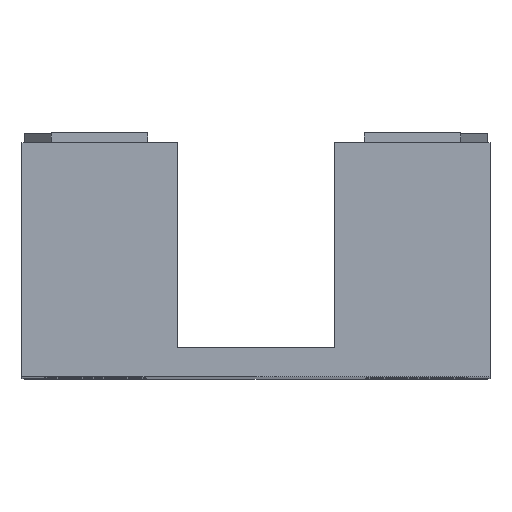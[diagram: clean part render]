
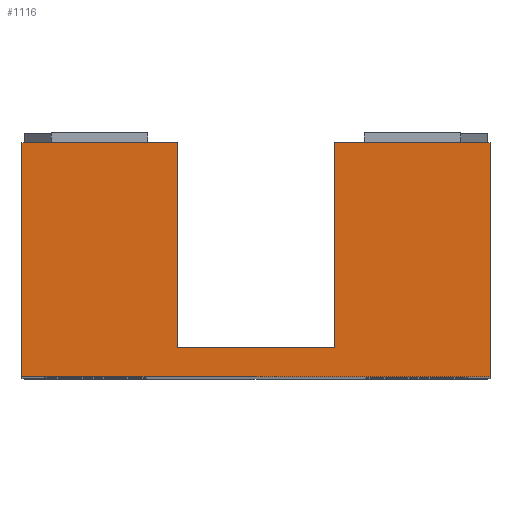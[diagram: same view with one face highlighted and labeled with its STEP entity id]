
A CAD part, top view. The second image highlights one B-rep face of the part: STEP entity #1116.
In plain terms, the highlighted planar face has unit normal (0, 0, 1).
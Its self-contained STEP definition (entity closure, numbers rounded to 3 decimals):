
#104=FACE_OUTER_BOUND('',#180,.T.);
#180=EDGE_LOOP('',(#859,#860,#861,#862,#863,#864,#865,#866));
#249=LINE('',#1652,#371);
#268=LINE('',#1713,#390);
#278=LINE('',#1744,#400);
#295=LINE('',#1789,#417);
#303=LINE('',#1802,#425);
#304=LINE('',#1803,#426);
#305=LINE('',#1805,#427);
#306=LINE('',#1806,#428);
#371=VECTOR('',#1312,10.);
#390=VECTOR('',#1367,10.);
#400=VECTOR('',#1391,10.);
#417=VECTOR('',#1428,10.);
#425=VECTOR('',#1440,10.);
#426=VECTOR('',#1441,10.);
#427=VECTOR('',#1442,10.);
#428=VECTOR('',#1443,10.);
#491=VERTEX_POINT('',#1649);
#492=VERTEX_POINT('',#1651);
#515=VERTEX_POINT('',#1710);
#516=VERTEX_POINT('',#1712);
#529=VERTEX_POINT('',#1741);
#530=VERTEX_POINT('',#1743);
#548=VERTEX_POINT('',#1788);
#552=VERTEX_POINT('',#1804);
#597=EDGE_CURVE('',#491,#492,#249,.T.);
#626=EDGE_CURVE('',#515,#516,#268,.T.);
#640=EDGE_CURVE('',#529,#530,#278,.T.);
#663=EDGE_CURVE('',#548,#516,#295,.T.);
#671=EDGE_CURVE('',#515,#492,#303,.T.);
#672=EDGE_CURVE('',#530,#491,#304,.T.);
#673=EDGE_CURVE('',#529,#552,#305,.T.);
#674=EDGE_CURVE('',#552,#548,#306,.T.);
#859=ORIENTED_EDGE('',*,*,#663,.T.);
#860=ORIENTED_EDGE('',*,*,#626,.F.);
#861=ORIENTED_EDGE('',*,*,#671,.T.);
#862=ORIENTED_EDGE('',*,*,#597,.F.);
#863=ORIENTED_EDGE('',*,*,#672,.F.);
#864=ORIENTED_EDGE('',*,*,#640,.F.);
#865=ORIENTED_EDGE('',*,*,#673,.T.);
#866=ORIENTED_EDGE('',*,*,#674,.T.);
#1065=PLANE('',#1223);
#1116=ADVANCED_FACE('',(#104),#1065,.T.);
#1223=AXIS2_PLACEMENT_3D('',#1801,#1438,#1439);
#1312=DIRECTION('',(-1.,0.,0.));
#1367=DIRECTION('',(1.,0.,0.));
#1391=DIRECTION('',(1.,0.,0.));
#1428=DIRECTION('',(0.,1.,0.));
#1438=DIRECTION('center_axis',(0.,0.,1.));
#1439=DIRECTION('ref_axis',(-1.,0.,0.));
#1440=DIRECTION('',(0.,-1.,0.));
#1441=DIRECTION('',(0.,-1.,0.));
#1442=DIRECTION('',(0.,-1.,0.));
#1443=DIRECTION('',(-1.,0.,0.));
#1649=CARTESIAN_POINT('',(8.,-8.,16.));
#1651=CARTESIAN_POINT('',(-8.,-8.,16.));
#1652=CARTESIAN_POINT('',(-8.,-8.,16.));
#1710=CARTESIAN_POINT('',(-8.,0.,16.));
#1712=CARTESIAN_POINT('',(-2.7,0.,16.));
#1713=CARTESIAN_POINT('',(-8.,0.,16.));
#1741=CARTESIAN_POINT('',(2.7,0.,16.));
#1743=CARTESIAN_POINT('',(8.,0.,16.));
#1744=CARTESIAN_POINT('',(-8.,0.,16.));
#1788=CARTESIAN_POINT('',(-2.7,-7.,16.));
#1789=CARTESIAN_POINT('',(-2.7,0.,16.));
#1801=CARTESIAN_POINT('Origin',(8.,0.,16.));
#1802=CARTESIAN_POINT('',(-8.,0.,16.));
#1803=CARTESIAN_POINT('',(8.,0.,16.));
#1804=CARTESIAN_POINT('',(2.7,-7.,16.));
#1805=CARTESIAN_POINT('',(2.7,-3.5,16.));
#1806=CARTESIAN_POINT('',(2.65,-7.,16.));
